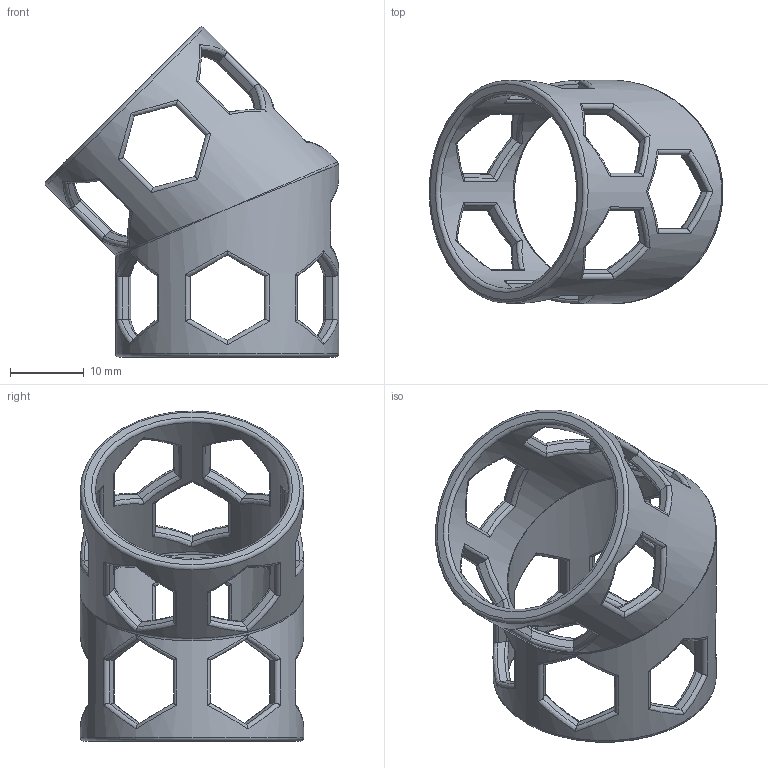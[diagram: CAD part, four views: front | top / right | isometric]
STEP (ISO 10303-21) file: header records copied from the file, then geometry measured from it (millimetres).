
FILE_DESCRIPTION(('STEP AP242'), '1');
FILE_NAME('itemTubeBraid_V5', '', ('UNSPECIFIED'), ('UNSPECIFIED'), 'C3D Converter', 'C3D Toolkit', '');
FILE_SCHEMA(('AP242_MANAGED_MODEL_BASED_3D_ENGINEERING_MIM_LF { 1 0 10303 442 1 1 4 }'));
Length unit declared in the file: millimetre
Bounding box: 39.71 x 30.2 x 44.61 mm (x, y, z)
Volume: 4538.5 mm3; surface area: 5670.2 mm2
Topology: 1 solids, 1 shells, 266 faces, 736 edges, 464 vertices
Faces by surface type: bspline 116, plane 86, cylinder 60, torus 4
Full cylindrical faces by diameter (mm): 26.2 x2, 30.2 x2
Entity records: 19799 total; most frequent: CARTESIAN_POINT 14575, ORIENTED_EDGE 1440, EDGE_CURVE 720, DIRECTION 514, VERTEX_POINT 464, B_SPLINE_CURVE_WITH_KNOTS 348, EDGE_LOOP 304, FACE_BOUND 292
